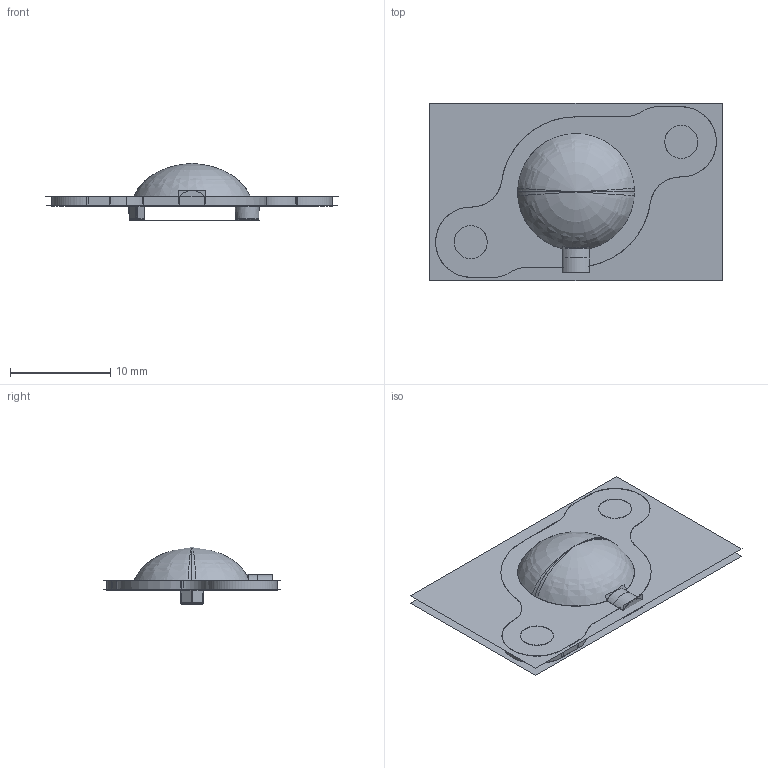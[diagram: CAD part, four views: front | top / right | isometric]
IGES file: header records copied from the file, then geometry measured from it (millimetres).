
Start section:  PTC IGES file: 10785-issue-3.igs
Global section: file name: 10785-issue-3.igs; native system: Pro/ENGINEER by Parametric Technology Corporation; preprocessor: 2010280; author: pozzonif; organization: Unknown; date: 20110920.093117; units: millimetre
Bounding box: 29.13 x 17.68 x 5.73 mm (x, y, z)
Surface area: 2188.7 mm2 (no closed solid volume)
Topology: 0 solids, 0 shells, 116 faces, 1564 edges, 2040 vertices
Faces by surface type: revolution 64, bspline 52
